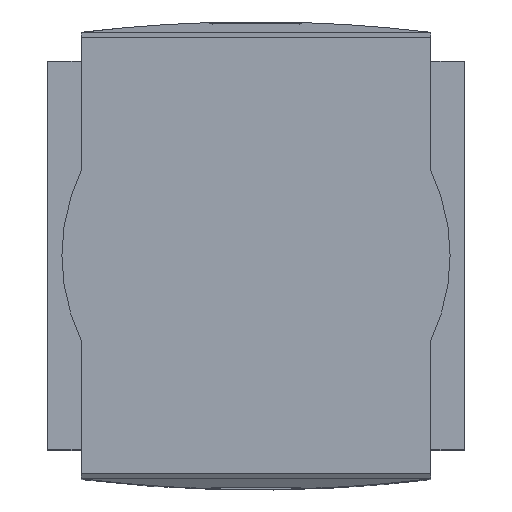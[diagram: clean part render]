
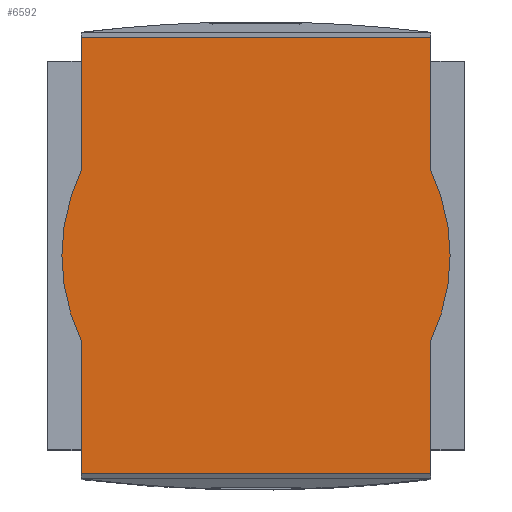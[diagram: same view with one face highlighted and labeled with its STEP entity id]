
A CAD part, top view. The second image highlights one B-rep face of the part: STEP entity #6592.
In plain terms, the highlighted planar face has unit normal (0, 0, 1).
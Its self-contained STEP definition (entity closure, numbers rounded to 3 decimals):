
#33 = DIRECTION ( 'NONE',  ( 0., 1., 0. ) ) ;
#515 = CIRCLE ( 'NONE', #13021, 20. ) ;
#559 = DIRECTION ( 'NONE',  ( 0., 1., 0. ) ) ;
#562 = EDGE_CURVE ( 'NONE', #4567, #5400, #4713, .T. ) ;
#659 = LINE ( 'NONE', #924, #7744 ) ;
#924 = CARTESIAN_POINT ( 'NONE',  ( 18., -22.464, 27. ) ) ;
#1271 = CARTESIAN_POINT ( 'NONE',  ( 0., 0., 27. ) ) ;
#1305 = DIRECTION ( 'NONE',  ( 0., -1., 0. ) ) ;
#1438 = DIRECTION ( 'NONE',  ( 0., 0., -1. ) ) ;
#1488 = CARTESIAN_POINT ( 'NONE',  ( 0., 0., 27. ) ) ;
#1490 = AXIS2_PLACEMENT_3D ( 'NONE', #1271, #5761, #13873 ) ;
#1509 = VERTEX_POINT ( 'NONE', #13711 ) ;
#1888 = ORIENTED_EDGE ( 'NONE', *, *, #11683, .T. ) ;
#2309 = CARTESIAN_POINT ( 'NONE',  ( 0., 0., 27. ) ) ;
#2416 = FACE_OUTER_BOUND ( 'NONE', #8943, .T. ) ;
#2734 = VERTEX_POINT ( 'NONE', #8132 ) ;
#2919 = CIRCLE ( 'NONE', #3375, 20. ) ;
#3249 = DIRECTION ( 'NONE',  ( 0., -1., 0. ) ) ;
#3375 = AXIS2_PLACEMENT_3D ( 'NONE', #10421, #8084, #4675 ) ;
#3434 = VERTEX_POINT ( 'NONE', #5155 ) ;
#3482 = DIRECTION ( 'NONE',  ( 0., -1., 0. ) ) ;
#3577 = LINE ( 'NONE', #13614, #11227 ) ;
#3638 = ORIENTED_EDGE ( 'NONE', *, *, #14501, .F. ) ;
#3690 = LINE ( 'NONE', #9573, #14540 ) ;
#3837 = EDGE_CURVE ( 'NONE', #5400, #5669, #515, .T. ) ;
#4051 = CARTESIAN_POINT ( 'NONE',  ( 18., -8.718, 27. ) ) ;
#4567 = VERTEX_POINT ( 'NONE', #8648 ) ;
#4675 = DIRECTION ( 'NONE',  ( -1., 0., 0. ) ) ;
#4713 = CIRCLE ( 'NONE', #1490, 20. ) ;
#4715 = ORIENTED_EDGE ( 'NONE', *, *, #10158, .F. ) ;
#4982 = DIRECTION ( 'NONE',  ( -1., 0., 0. ) ) ;
#5120 = VECTOR ( 'NONE', #559, 1000. ) ;
#5155 = CARTESIAN_POINT ( 'NONE',  ( -18., 22.464, 27. ) ) ;
#5400 = VERTEX_POINT ( 'NONE', #12252 ) ;
#5469 = CARTESIAN_POINT ( 'NONE',  ( 18., 8.718, 27. ) ) ;
#5669 = VERTEX_POINT ( 'NONE', #12864 ) ;
#5705 = PLANE ( 'NONE',  #10719 ) ;
#5761 = DIRECTION ( 'NONE',  ( 0., 0., -1. ) ) ;
#5844 = LINE ( 'NONE', #13293, #5120 ) ;
#6592 = ADVANCED_FACE ( 'NONE', ( #2416 ), #5705, .F. ) ;
#6740 = EDGE_CURVE ( 'NONE', #11983, #1509, #5844, .T. ) ;
#7445 = ORIENTED_EDGE ( 'NONE', *, *, #12545, .F. ) ;
#7476 = ORIENTED_EDGE ( 'NONE', *, *, #562, .F. ) ;
#7676 = ORIENTED_EDGE ( 'NONE', *, *, #3837, .F. ) ;
#7697 = ORIENTED_EDGE ( 'NONE', *, *, #6740, .T. ) ;
#7744 = VECTOR ( 'NONE', #11414, 1000. ) ;
#8084 = DIRECTION ( 'NONE',  ( 0., 0., -1. ) ) ;
#8132 = CARTESIAN_POINT ( 'NONE',  ( 18., -22.464, 27. ) ) ;
#8282 = ORIENTED_EDGE ( 'NONE', *, *, #10650, .T. ) ;
#8648 = CARTESIAN_POINT ( 'NONE',  ( -18., -8.718, 27. ) ) ;
#8784 = EDGE_CURVE ( 'NONE', #3434, #5669, #3577, .T. ) ;
#8943 = EDGE_LOOP ( 'NONE', ( #3638, #7697, #4715, #11492, #7676, #7476, #1888, #7445, #8282 ) ) ;
#9290 = CARTESIAN_POINT ( 'NONE',  ( -18., -22.464, 27. ) ) ;
#9573 = CARTESIAN_POINT ( 'NONE',  ( -18., 22.464, 27. ) ) ;
#9848 = VERTEX_POINT ( 'NONE', #4051 ) ;
#10158 = EDGE_CURVE ( 'NONE', #3434, #1509, #3690, .T. ) ;
#10421 = CARTESIAN_POINT ( 'NONE',  ( 0., 0., 27. ) ) ;
#10438 = DIRECTION ( 'NONE',  ( 0., 0., -1. ) ) ;
#10650 = EDGE_CURVE ( 'NONE', #2734, #9848, #11890, .T. ) ;
#10719 = AXIS2_PLACEMENT_3D ( 'NONE', #2309, #10438, #3482 ) ;
#11227 = VECTOR ( 'NONE', #3249, 1000. ) ;
#11414 = DIRECTION ( 'NONE',  ( -1., 0., 0. ) ) ;
#11492 = ORIENTED_EDGE ( 'NONE', *, *, #8784, .T. ) ;
#11683 = EDGE_CURVE ( 'NONE', #4567, #13120, #12908, .T. ) ;
#11824 = CARTESIAN_POINT ( 'NONE',  ( 18., -22.464, 27. ) ) ;
#11890 = LINE ( 'NONE', #11824, #14015 ) ;
#11983 = VERTEX_POINT ( 'NONE', #5469 ) ;
#12252 = CARTESIAN_POINT ( 'NONE',  ( -20., 0., 27. ) ) ;
#12545 = EDGE_CURVE ( 'NONE', #2734, #13120, #659, .T. ) ;
#12864 = CARTESIAN_POINT ( 'NONE',  ( -18., 8.718, 27. ) ) ;
#12908 = LINE ( 'NONE', #13899, #14308 ) ;
#13021 = AXIS2_PLACEMENT_3D ( 'NONE', #1488, #1438, #4982 ) ;
#13120 = VERTEX_POINT ( 'NONE', #9290 ) ;
#13293 = CARTESIAN_POINT ( 'NONE',  ( 18., 8.718, 27. ) ) ;
#13614 = CARTESIAN_POINT ( 'NONE',  ( -18., 22.464, 27. ) ) ;
#13711 = CARTESIAN_POINT ( 'NONE',  ( 18., 22.464, 27. ) ) ;
#13873 = DIRECTION ( 'NONE',  ( -1., 0., 0. ) ) ;
#13899 = CARTESIAN_POINT ( 'NONE',  ( -18., -8.718, 27. ) ) ;
#14015 = VECTOR ( 'NONE', #33, 1000. ) ;
#14073 = DIRECTION ( 'NONE',  ( 1., 0., 0. ) ) ;
#14308 = VECTOR ( 'NONE', #1305, 1000. ) ;
#14501 = EDGE_CURVE ( 'NONE', #11983, #9848, #2919, .T. ) ;
#14540 = VECTOR ( 'NONE', #14073, 1000. ) ;
